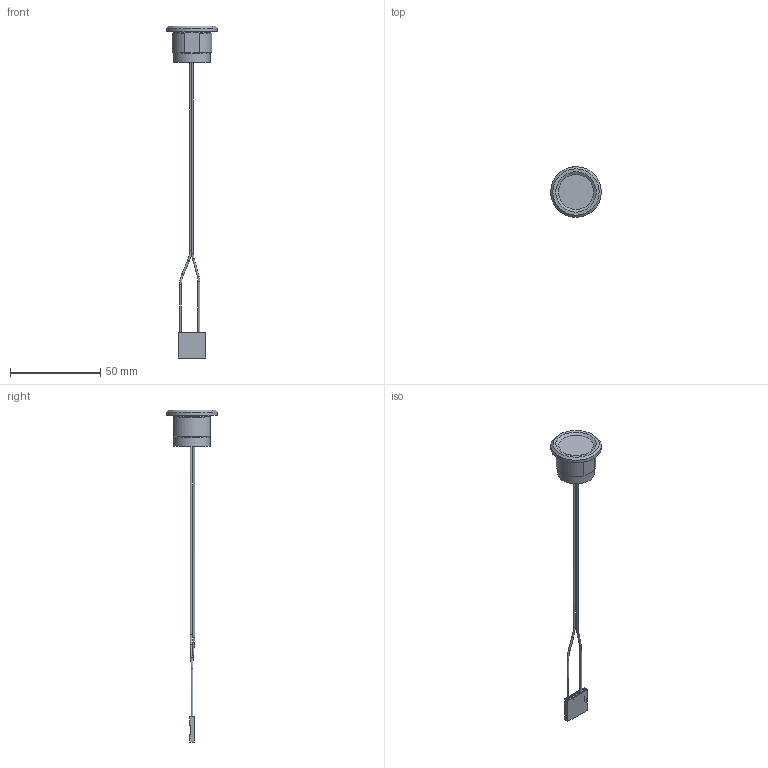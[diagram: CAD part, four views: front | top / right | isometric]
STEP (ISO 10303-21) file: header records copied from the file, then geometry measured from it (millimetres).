
FILE_DESCRIPTION(/* description */ (''),/* implementation_level */ '2;1');
FILE_NAME(/* name */ 'PZ7M2CNNW150.stp',/* time_stamp */ '2022-01-04T16:08:35-06:00',/* author */ ('mroman'),/* organization */ (''),/* preprocessor_version */ 'ST-DEVELOPER v18.1',/* originating_system */ 'Autodesk Inventor 2020',/* authorisation */ '');
FILE_SCHEMA (('AUTOMOTIVE_DESIGN { 1 0 10303 214 3 1 1 }'));
Length unit declared in the file: millimetre
Products named in the file (1): PZ7M2CNNW150
Bounding box: 28 x 28 x 184 mm (x, y, z)
Volume: 8077.1 mm3; surface area: 4612.3 mm2
Topology: 4 solids, 4 shells, 166 faces, 457 edges, 299 vertices
Faces by surface type: plane 128, cylinder 26, torus 6, cone 5, sphere 1
Full cylindrical faces by diameter (mm): 0.7 x2, 1 x6, 20.4 x1, 28 x1
Entity records: 5354 total; most frequent: CARTESIAN_POINT 997, ORIENTED_EDGE 914, DIRECTION 858, EDGE_CURVE 457, LINE 368, VECTOR 368, VERTEX_POINT 299, AXIS2_PLACEMENT_3D 245
